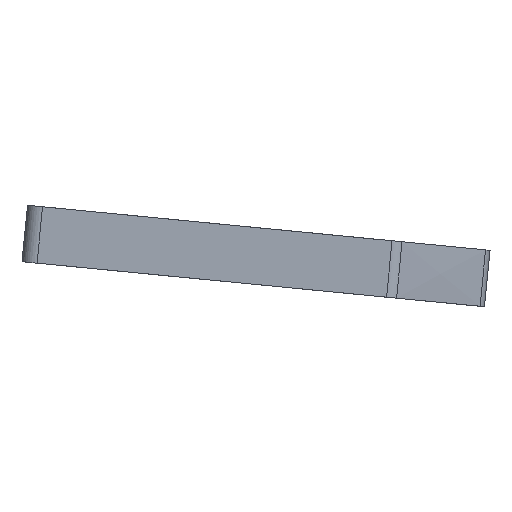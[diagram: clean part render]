
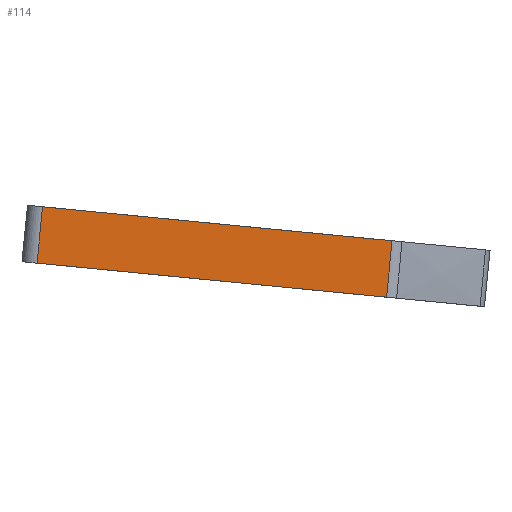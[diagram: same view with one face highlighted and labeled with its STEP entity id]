
A CAD part, left-side view. The second image highlights one B-rep face of the part: STEP entity #114.
In plain terms, the highlighted planar face has unit normal (-1, 0, 0).
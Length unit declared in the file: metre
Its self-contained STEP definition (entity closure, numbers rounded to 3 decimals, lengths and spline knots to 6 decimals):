
#114 = ADVANCED_FACE( '', ( #239 ), #240, .F. );
#239 = FACE_OUTER_BOUND( '', #360, .T. );
#240 = PLANE( '', #361 );
#360 = EDGE_LOOP( '', ( #641, #642, #643, #644 ) );
#361 = AXIS2_PLACEMENT_3D( '', #645, #646, #647 );
#641 = ORIENTED_EDGE( '', *, *, #682, .T. );
#642 = ORIENTED_EDGE( '', *, *, #746, .T. );
#643 = ORIENTED_EDGE( '', *, *, #732, .T. );
#644 = ORIENTED_EDGE( '', *, *, #752, .T. );
#645 = CARTESIAN_POINT( '', ( -0.081769, -0.125172, 0.008629 ) );
#646 = DIRECTION( '', ( 1., 0., 0. ) );
#647 = DIRECTION( '', ( 0., 0., -1. ) );
#682 = EDGE_CURVE( '', #809, #807, #810, .T. );
#732 = EDGE_CURVE( '', #892, #890, #893, .T. );
#746 = EDGE_CURVE( '', #807, #892, #911, .F. );
#752 = EDGE_CURVE( '', #890, #809, #917, .F. );
#807 = VERTEX_POINT( '', #984 );
#809 = VERTEX_POINT( '', #986 );
#810 = LINE( '', #987, #988 );
#890 = VERTEX_POINT( '', #1113 );
#892 = VERTEX_POINT( '', #1115 );
#893 = LINE( '', #1116, #1117 );
#911 = LINE( '', #1139, #1140 );
#917 = LINE( '', #1148, #1149 );
#984 = CARTESIAN_POINT( '', ( -0.081769, -0.111304, 0.013748 ) );
#986 = CARTESIAN_POINT( '', ( -0.081769, -0.134431, 0.011497 ) );
#987 = CARTESIAN_POINT( '', ( -0.081769, -0.083737, 0.016432 ) );
#988 = VECTOR( '', #1203, 1. );
#1113 = CARTESIAN_POINT( '', ( -0.081769, -0.134068, 0.007765 ) );
#1115 = CARTESIAN_POINT( '', ( -0.081769, -0.11094, 0.010016 ) );
#1116 = CARTESIAN_POINT( '', ( -0.081769, -0.125172, 0.008631 ) );
#1117 = VECTOR( '', #1273, 1. );
#1139 = CARTESIAN_POINT( '', ( -0.081769, -0.11094, 0.010016 ) );
#1140 = VECTOR( '', #1293, 1. );
#1148 = CARTESIAN_POINT( '', ( -0.081769, -0.134431, 0.011497 ) );
#1149 = VECTOR( '', #1296, 1. );
#1203 = DIRECTION( '', ( 0., 0.995, 0.097 ) );
#1273 = DIRECTION( '', ( 0., -0.995, -0.097 ) );
#1293 = DIRECTION( '', ( 0., -0.097, 0.995 ) );
#1296 = DIRECTION( '', ( 0., 0.097, -0.995 ) );
